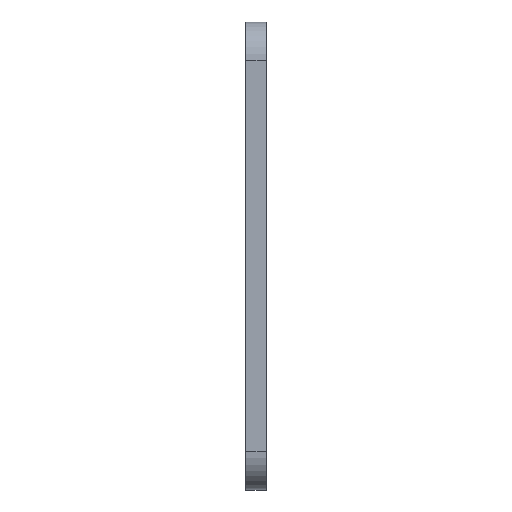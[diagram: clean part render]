
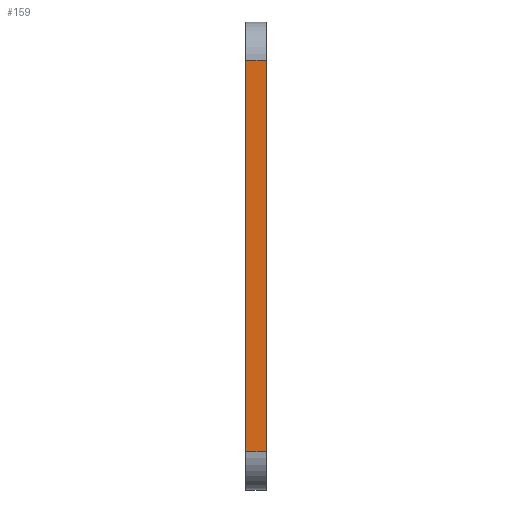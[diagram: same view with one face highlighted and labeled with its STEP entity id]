
A CAD part, left-side view. The second image highlights one B-rep face of the part: STEP entity #159.
In plain terms, the highlighted planar face has unit normal (-1, 0, 0).
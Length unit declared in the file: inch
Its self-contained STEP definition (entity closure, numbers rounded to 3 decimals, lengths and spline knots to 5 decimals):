
#124=CARTESIAN_POINT('',(0.0,-0.3,0.5625));
#125=CARTESIAN_POINT('',(0.0,0.0,0.5625));
#126=VERTEX_POINT('',#124);
#127=VERTEX_POINT('',#125);
#128=DIRECTION('',(0.0,-1.0,0.0));
#129=VECTOR('',#128,0.3);
#130=LINE('',#125,#129);
#131=EDGE_CURVE('',#126,#127,#130,.F.);
#132=ORIENTED_EDGE('',*,*,#131,.T.);
#133=CARTESIAN_POINT('',(0.0,0.0,6.3125));
#134=VERTEX_POINT('',#133);
#135=DIRECTION('',(0.0,0.0,1.0));
#136=VECTOR('',#135,5.75);
#137=LINE('',#125,#136);
#138=EDGE_CURVE('',#127,#134,#137,.T.);
#139=ORIENTED_EDGE('',*,*,#138,.T.);
#140=CARTESIAN_POINT('',(0.0,-0.3,6.3125));
#141=VERTEX_POINT('',#140);
#142=DIRECTION('',(0.0,-1.0,0.0));
#143=VECTOR('',#142,0.3);
#144=LINE('',#133,#143);
#145=EDGE_CURVE('',#134,#141,#144,.T.);
#146=ORIENTED_EDGE('',*,*,#145,.T.);
#147=DIRECTION('',(0.0,0.0,1.0));
#148=VECTOR('',#147,5.75);
#149=LINE('',#124,#148);
#150=EDGE_CURVE('',#141,#126,#149,.F.);
#151=ORIENTED_EDGE('',*,*,#150,.T.);
#152=EDGE_LOOP('',(#132,#139,#146,#151));
#153=FACE_BOUND('',#152,.F.);
#154=CARTESIAN_POINT('',(0.0,0.0,0.0));
#155=DIRECTION('',(-1.0,0.0,0.0));
#156=DIRECTION('',(0.0,-1.0,0.0));
#157=AXIS2_PLACEMENT_3D('',#154,#155,#156);
#158=PLANE('',#157);
#159=ADVANCED_FACE('',(#153),#158,.T.);
